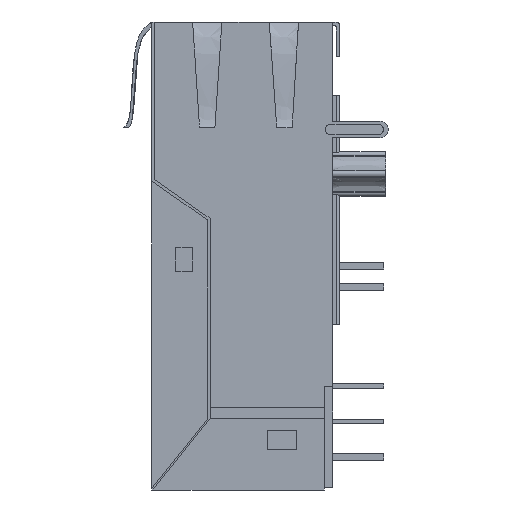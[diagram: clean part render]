
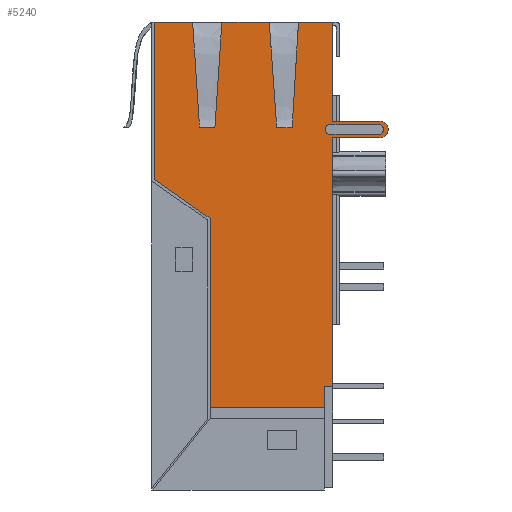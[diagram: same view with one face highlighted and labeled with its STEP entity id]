
A CAD part, left-side view. The second image highlights one B-rep face of the part: STEP entity #5240.
In plain terms, the highlighted planar face has unit normal (-1, 0, 0).
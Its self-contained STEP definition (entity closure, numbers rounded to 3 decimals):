
#119=DIRECTION('',(0.,-1.,0.));
#120=VECTOR('',#119,3.4);
#121=CARTESIAN_POINT('',(-8.3,-6.5,26.48));
#122=LINE('',#121,#120);
#123=CARTESIAN_POINT('',(-8.3,-9.9,25.88));
#124=DIRECTION('',(1.,0.,0.));
#125=DIRECTION('',(0.,0.,1.));
#126=AXIS2_PLACEMENT_3D('',#123,#124,#125);
#128=DIRECTION('',(0.,1.,0.));
#129=VECTOR('',#128,3.4);
#130=CARTESIAN_POINT('',(-8.3,-9.9,25.28));
#131=LINE('',#130,#129);
#132=DIRECTION('',(0.,1.,0.));
#133=VECTOR('',#132,0.6);
#134=CARTESIAN_POINT('',(-8.3,-6.5,7.4));
#135=LINE('',#134,#133);
#136=DIRECTION('',(0.,0.,1.));
#137=VECTOR('',#136,1.5);
#138=CARTESIAN_POINT('',(-8.3,-5.9,5.9));
#139=LINE('',#138,#137);
#140=DIRECTION('',(0.,1.,0.));
#141=VECTOR('',#140,8.2);
#142=CARTESIAN_POINT('',(-8.3,-5.9,5.9));
#143=LINE('',#142,#141);
#144=DIRECTION('',(0.,0.,-1.));
#145=VECTOR('',#144,13.6);
#146=CARTESIAN_POINT('',(-8.3,2.3,19.5));
#147=LINE('',#146,#145);
#148=DIRECTION('',(0.,-0.819,-0.573));
#149=VECTOR('',#148,4.883);
#150=CARTESIAN_POINT('',(-8.3,6.3,22.3));
#151=LINE('',#150,#149);
#152=DIRECTION('',(0.,0.,-1.));
#153=VECTOR('',#152,11.3);
#154=CARTESIAN_POINT('',(-8.3,6.3,33.6));
#155=LINE('',#154,#153);
#156=DIRECTION('',(0.,-0.066,-0.998));
#157=VECTOR('',#156,0.359);
#158=CARTESIAN_POINT('',(-8.3,3.55,33.6));
#159=LINE('',#158,#157);
#160=DIRECTION('',(0.,1.,0.));
#161=VECTOR('',#160,2.053);
#162=CARTESIAN_POINT('',(-8.3,1.474,33.242));
#163=LINE('',#162,#161);
#164=DIRECTION('',(0.,-0.066,0.998));
#165=VECTOR('',#164,0.359);
#166=CARTESIAN_POINT('',(-8.3,1.474,33.242));
#167=LINE('',#166,#165);
#168=DIRECTION('',(0.,-0.071,-0.997));
#169=VECTOR('',#168,0.359);
#170=CARTESIAN_POINT('',(-8.3,-1.95,33.6));
#171=LINE('',#170,#169);
#172=DIRECTION('',(0.,1.,0.));
#173=VECTOR('',#172,2.053);
#174=CARTESIAN_POINT('',(-8.3,-4.029,33.242));
#175=LINE('',#174,#173);
#176=DIRECTION('',(0.,-0.06,0.998));
#177=VECTOR('',#176,0.359);
#178=CARTESIAN_POINT('',(-8.3,-4.029,33.242));
#179=LINE('',#178,#177);
#180=CARTESIAN_POINT('',(-8.3,-6.306,25.88));
#181=DIRECTION('',(1.,0.,0.));
#182=DIRECTION('',(0.,0.,-1.));
#183=AXIS2_PLACEMENT_3D('',#180,#181,#182);
#185=DIRECTION('',(0.,1.,0.));
#186=VECTOR('',#185,3.5);
#187=CARTESIAN_POINT('',(-8.3,-9.806,25.53));
#188=LINE('',#187,#186);
#189=CARTESIAN_POINT('',(-8.3,-9.806,25.88));
#190=DIRECTION('',(1.,0.,0.));
#191=DIRECTION('',(0.,0.,1.));
#192=AXIS2_PLACEMENT_3D('',#189,#190,#191);
#194=DIRECTION('',(0.,-1.,0.));
#195=VECTOR('',#194,3.5);
#196=CARTESIAN_POINT('',(-8.3,-6.306,26.23));
#197=LINE('',#196,#195);
#362=DIRECTION('',(0.,-1.,0.));
#363=VECTOR('',#362,2.45);
#364=CARTESIAN_POINT('',(-8.3,-4.05,33.6));
#365=LINE('',#364,#363);
#370=DIRECTION('',(0.,-1.,0.));
#371=VECTOR('',#370,3.4);
#372=CARTESIAN_POINT('',(-8.3,1.45,33.6));
#373=LINE('',#372,#371);
#378=DIRECTION('',(0.,-1.,0.));
#379=VECTOR('',#378,2.75);
#380=CARTESIAN_POINT('',(-8.3,6.3,33.6));
#381=LINE('',#380,#379);
#1266=DIRECTION('',(0.,0.,1.));
#1267=VECTOR('',#1266,17.88);
#1268=CARTESIAN_POINT('',(-8.3,-6.5,7.4));
#1269=LINE('',#1268,#1267);
#1282=DIRECTION('',(0.,0.,1.));
#1283=VECTOR('',#1282,7.12);
#1284=CARTESIAN_POINT('',(-8.3,-6.5,26.48));
#1285=LINE('',#1284,#1283);
#4189=CARTESIAN_POINT('',(-8.3,1.474,33.242));
#4190=CARTESIAN_POINT('',(-8.3,1.45,33.6));
#4191=VERTEX_POINT('',#4189);
#4192=VERTEX_POINT('',#4190);
#4193=CARTESIAN_POINT('',(-8.3,3.55,33.6));
#4194=CARTESIAN_POINT('',(-8.3,3.526,33.242));
#4195=VERTEX_POINT('',#4193);
#4196=VERTEX_POINT('',#4194);
#4197=CARTESIAN_POINT('',(-8.3,-1.95,33.6));
#4198=CARTESIAN_POINT('',(-8.3,-1.976,33.242));
#4199=VERTEX_POINT('',#4197);
#4200=VERTEX_POINT('',#4198);
#4201=CARTESIAN_POINT('',(-8.3,-4.029,33.242));
#4202=CARTESIAN_POINT('',(-8.3,-4.05,33.6));
#4203=VERTEX_POINT('',#4201);
#4204=VERTEX_POINT('',#4202);
#4217=CARTESIAN_POINT('',(-8.3,-6.5,33.6));
#4218=VERTEX_POINT('',#4217);
#4321=CARTESIAN_POINT('',(-8.3,6.3,22.3));
#4322=VERTEX_POINT('',#4321);
#4323=CARTESIAN_POINT('',(-8.3,2.3,19.5));
#4324=VERTEX_POINT('',#4323);
#4365=CARTESIAN_POINT('',(-8.3,-5.9,7.4));
#4366=VERTEX_POINT('',#4365);
#4375=CARTESIAN_POINT('',(-8.3,6.3,33.6));
#4376=VERTEX_POINT('',#4375);
#4383=CARTESIAN_POINT('',(-8.3,2.3,5.9));
#4384=VERTEX_POINT('',#4383);
#4395=CARTESIAN_POINT('',(-8.3,-5.9,5.9));
#4396=VERTEX_POINT('',#4395);
#4397=CARTESIAN_POINT('',(-8.3,-6.5,7.4));
#4398=VERTEX_POINT('',#4397);
#4795=CARTESIAN_POINT('',(-8.3,-9.9,26.48));
#4796=CARTESIAN_POINT('',(-8.3,-9.9,25.28));
#4797=VERTEX_POINT('',#4795);
#4798=VERTEX_POINT('',#4796);
#4803=CARTESIAN_POINT('',(-8.3,-6.5,26.48));
#4804=VERTEX_POINT('',#4803);
#4805=CARTESIAN_POINT('',(-8.3,-6.5,25.28));
#4806=VERTEX_POINT('',#4805);
#4819=CARTESIAN_POINT('',(-8.3,-6.306,25.53));
#4820=VERTEX_POINT('',#4819);
#4821=CARTESIAN_POINT('',(-8.3,-6.306,26.23));
#4822=VERTEX_POINT('',#4821);
#4823=CARTESIAN_POINT('',(-8.3,-9.806,26.23));
#4824=VERTEX_POINT('',#4823);
#4825=CARTESIAN_POINT('',(-8.3,-9.806,25.53));
#4826=VERTEX_POINT('',#4825);
#5184=CARTESIAN_POINT('',(-8.3,6.5,0.));
#5185=DIRECTION('',(-1.,0.,0.));
#5186=DIRECTION('',(0.,-1.,0.));
#5187=AXIS2_PLACEMENT_3D('',#5184,#5185,#5186);
#5188=PLANE('',#5187);
#5190=ORIENTED_EDGE('',*,*,#5189,.F.);
#5192=ORIENTED_EDGE('',*,*,#5191,.T.);
#5194=ORIENTED_EDGE('',*,*,#5193,.T.);
#5196=ORIENTED_EDGE('',*,*,#5195,.T.);
#5198=ORIENTED_EDGE('',*,*,#5197,.F.);
#5200=ORIENTED_EDGE('',*,*,#5199,.T.);
#5201=ORIENTED_EDGE('',*,*,#5109,.F.);
#5203=ORIENTED_EDGE('',*,*,#5202,.T.);
#5205=ORIENTED_EDGE('',*,*,#5204,.F.);
#5207=ORIENTED_EDGE('',*,*,#5206,.F.);
#5209=ORIENTED_EDGE('',*,*,#5208,.F.);
#5211=ORIENTED_EDGE('',*,*,#5210,.T.);
#5213=ORIENTED_EDGE('',*,*,#5212,.T.);
#5215=ORIENTED_EDGE('',*,*,#5214,.F.);
#5217=ORIENTED_EDGE('',*,*,#5216,.T.);
#5219=ORIENTED_EDGE('',*,*,#5218,.T.);
#5221=ORIENTED_EDGE('',*,*,#5220,.T.);
#5223=ORIENTED_EDGE('',*,*,#5222,.F.);
#5225=ORIENTED_EDGE('',*,*,#5224,.T.);
#5227=ORIENTED_EDGE('',*,*,#5226,.T.);
#5228=EDGE_LOOP('',(#5190,#5192,#5194,#5196,#5198,#5200,#5201,#5203,#5205,#5207,
#5209,#5211,#5213,#5215,#5217,#5219,#5221,#5223,#5225,#5227));
#5229=FACE_OUTER_BOUND('',#5228,.F.);
#5231=ORIENTED_EDGE('',*,*,#5230,.F.);
#5233=ORIENTED_EDGE('',*,*,#5232,.F.);
#5235=ORIENTED_EDGE('',*,*,#5234,.F.);
#5237=ORIENTED_EDGE('',*,*,#5236,.F.);
#5238=EDGE_LOOP('',(#5231,#5233,#5235,#5237));
#5239=FACE_BOUND('',#5238,.F.);
#127=CIRCLE('',#126,0.6);
#184=CIRCLE('',#183,0.35);
#193=CIRCLE('',#192,0.35);
#5109=EDGE_CURVE('',#4396,#4366,#139,.T.);
#5189=EDGE_CURVE('',#4804,#4218,#1285,.T.);
#5191=EDGE_CURVE('',#4804,#4797,#122,.T.);
#5193=EDGE_CURVE('',#4797,#4798,#127,.T.);
#5195=EDGE_CURVE('',#4798,#4806,#131,.T.);
#5197=EDGE_CURVE('',#4398,#4806,#1269,.T.);
#5199=EDGE_CURVE('',#4398,#4366,#135,.T.);
#5202=EDGE_CURVE('',#4396,#4384,#143,.T.);
#5204=EDGE_CURVE('',#4324,#4384,#147,.T.);
#5206=EDGE_CURVE('',#4322,#4324,#151,.T.);
#5208=EDGE_CURVE('',#4376,#4322,#155,.T.);
#5210=EDGE_CURVE('',#4376,#4195,#381,.T.);
#5212=EDGE_CURVE('',#4195,#4196,#159,.T.);
#5214=EDGE_CURVE('',#4191,#4196,#163,.T.);
#5216=EDGE_CURVE('',#4191,#4192,#167,.T.);
#5218=EDGE_CURVE('',#4192,#4199,#373,.T.);
#5220=EDGE_CURVE('',#4199,#4200,#171,.T.);
#5222=EDGE_CURVE('',#4203,#4200,#175,.T.);
#5224=EDGE_CURVE('',#4203,#4204,#179,.T.);
#5226=EDGE_CURVE('',#4204,#4218,#365,.T.);
#5230=EDGE_CURVE('',#4820,#4822,#184,.T.);
#5232=EDGE_CURVE('',#4826,#4820,#188,.T.);
#5234=EDGE_CURVE('',#4824,#4826,#193,.T.);
#5236=EDGE_CURVE('',#4822,#4824,#197,.T.);
#5240=ADVANCED_FACE('',(#5229,#5239),#5188,.T.);
